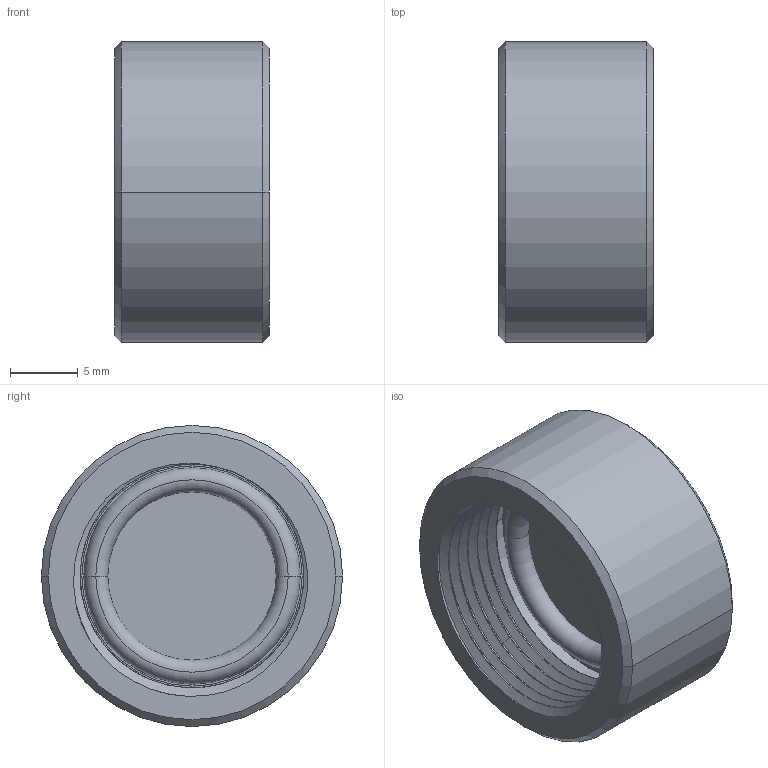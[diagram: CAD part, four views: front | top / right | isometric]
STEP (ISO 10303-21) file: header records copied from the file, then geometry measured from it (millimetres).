
FILE_DESCRIPTION((''),'2;1');
FILE_NAME('211694_ASM','2019-04-26T10:32:04',('pdmadmin'),('BANNER ENGINEERING'),'CREO PARAMETRIC BY PTC INC, 2018300','CREO PARAMETRIC BY PTC INC, 2018300','');
FILE_SCHEMA(('CONFIG_CONTROL_DESIGN'));
Length unit declared in the file: inch
Products named in the file (5): 41859; 42435; 42434; 42703_ASM; 211694_ASM
Assembly tree (4 placements, depth 3):
  211694_ASM
    42703_ASM
      41859
      42435
      42434
Bounding box: 11.43 x 22.23 x 22.23 mm (x, y, z)
Volume: 2632.1 mm3; surface area: 2954.1 mm2
Topology: 3 solids, 3 shells, 45 faces, 101 edges, 64 vertices
Faces by surface type: cylinder 21, plane 8, bspline 8, cone 4, torus 4
Entity records: 4376 total; most frequent: CARTESIAN_POINT 3292, ORIENTED_EDGE 202, DIRECTION 196, EDGE_CURVE 101, AXIS2_PLACEMENT_3D 83, VERTEX_POINT 64, EDGE_LOOP 51, FACE_OUTER_BOUND 45
